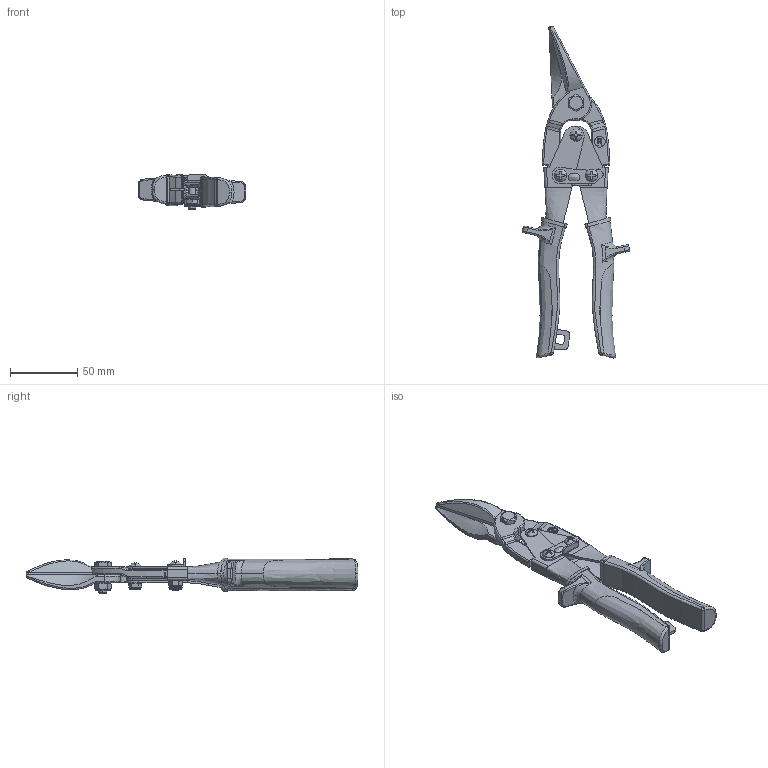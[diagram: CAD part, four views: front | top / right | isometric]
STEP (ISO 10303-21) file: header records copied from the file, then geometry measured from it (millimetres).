
FILE_DESCRIPTION (( 'STEP AP214' ), '1' );
FILE_NAME ('09-0776.STEP', '2024-09-23T07:52:34', ( '' ), ( '' ), 'SwSTEP 2.0', 'SolidWorks 2014', '' );
FILE_SCHEMA (( 'AUTOMOTIVE_DESIGN' ));
Length unit declared in the file: millimetre
Products named in the file (1): 09-0776
Bounding box: 79.78 x 246.78 x 26.25 mm (x, y, z)
Volume: 94909.3 mm3; surface area: 57348.9 mm2
Topology: 17 solids, 17 shells, 644 faces, 1663 edges, 1043 vertices
Faces by surface type: plane 220, cylinder 178, bspline 164, cone 42, torus 28, sphere 12
Entity records: 70449 total; most frequent: CARTESIAN_POINT 56113, ORIENTED_EDGE 3286, DIRECTION 2440, EDGE_CURVE 1643, VERTEX_POINT 1043, AXIS2_PLACEMENT_3D 920, EDGE_LOOP 682, FACE_OUTER_BOUND 644
